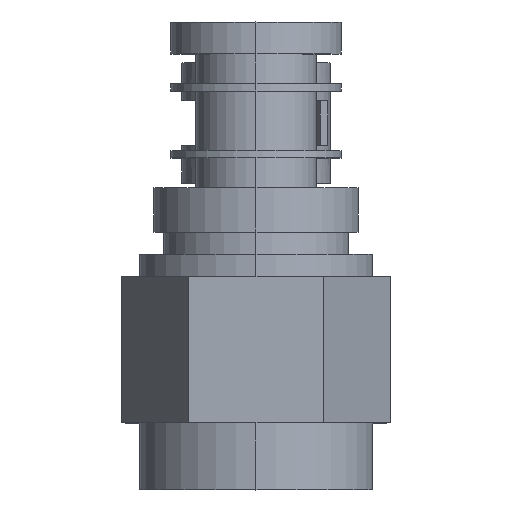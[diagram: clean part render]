
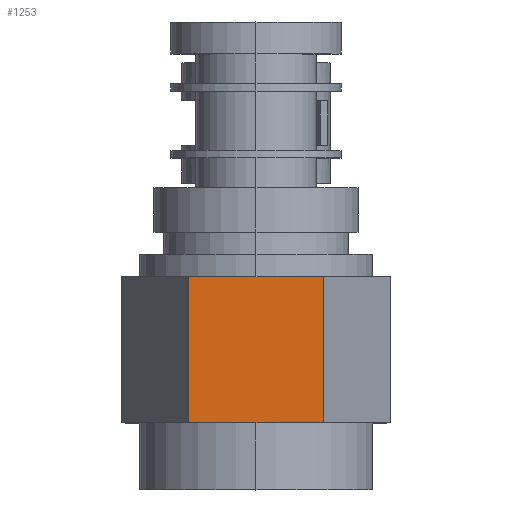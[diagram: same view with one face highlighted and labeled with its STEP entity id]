
A CAD part, top view. The second image highlights one B-rep face of the part: STEP entity #1253.
In plain terms, the highlighted planar face has unit normal (0, 0, 1).
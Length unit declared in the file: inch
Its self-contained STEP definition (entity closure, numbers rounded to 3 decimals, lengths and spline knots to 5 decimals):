
#953 = VERTEX_POINT ( 'NONE', #2749 ) ;
#1090 = VERTEX_POINT ( 'NONE', #2999 ) ;
#1109 = VERTEX_POINT ( 'NONE', #3165 ) ;
#1253 = ADVANCED_FACE ( 'NONE', ( #3412 ), #3407, .F. ) ;
#1254 = EDGE_LOOP ( 'NONE', ( #1255, #1256, #1257, #1258, #1259, #1260 ) ) ;
#1255 = ORIENTED_EDGE ( 'NONE', *, *, #1498, .T. ) ;
#1256 = ORIENTED_EDGE ( 'NONE', *, *, #1491, .T. ) ;
#1257 = ORIENTED_EDGE ( 'NONE', *, *, #1473, .F. ) ;
#1258 = ORIENTED_EDGE ( 'NONE', *, *, #1286, .F. ) ;
#1259 = ORIENTED_EDGE ( 'NONE', *, *, #1434, .F. ) ;
#1260 = ORIENTED_EDGE ( 'NONE', *, *, #1270, .T. ) ;
#1270 = EDGE_CURVE ( 'NONE', #1432, #1499, #3460, .T. ) ;
#1286 = EDGE_CURVE ( 'NONE', #953, #1109, #3507, .T. ) ;
#1432 = VERTEX_POINT ( 'NONE', #3483 ) ;
#1434 = EDGE_CURVE ( 'NONE', #1432, #953, #3482, .T. ) ;
#1473 = EDGE_CURVE ( 'NONE', #1109, #1489, #4140, .T. ) ;
#1489 = VERTEX_POINT ( 'NONE', #4010 ) ;
#1491 = EDGE_CURVE ( 'NONE', #1090, #1489, #4086, .T. ) ;
#1498 = EDGE_CURVE ( 'NONE', #1499, #1090, #4070, .T. ) ;
#1499 = VERTEX_POINT ( 'NONE', #4066 ) ;
#2749 = CARTESIAN_POINT ( 'NONE',  ( 0., 0.197, 0.1575 ) ) ;
#2999 = CARTESIAN_POINT ( 'NONE',  ( 0., 0., 0.1575 ) ) ;
#3165 = CARTESIAN_POINT ( 'NONE',  ( 0.09093, 0.197, 0.1575 ) ) ;
#3406 = AXIS2_PLACEMENT_3D ( 'NONE', #3446, #3445, #3444 ) ;
#3407 = PLANE ( 'NONE',  #3406 ) ;
#3412 = FACE_OUTER_BOUND ( 'NONE', #1254, .T. ) ;
#3444 = DIRECTION ( 'NONE',  ( -1., 0., 0. ) ) ;
#3445 = DIRECTION ( 'NONE',  ( 0., 0., -1. ) ) ;
#3446 = CARTESIAN_POINT ( 'NONE',  ( -0.09093, 0.197, 0.1575 ) ) ;
#3457 = DIRECTION ( 'NONE',  ( 0., -1., 0. ) ) ;
#3458 = VECTOR ( 'NONE', #3457, 39.37008 ) ;
#3459 = CARTESIAN_POINT ( 'NONE',  ( -0.09093, 0.197, 0.1575 ) ) ;
#3460 = LINE ( 'NONE', #3459, #3458 ) ;
#3479 = DIRECTION ( 'NONE',  ( 1., 0., 0. ) ) ;
#3480 = VECTOR ( 'NONE', #3479, 39.37008 ) ;
#3481 = CARTESIAN_POINT ( 'NONE',  ( -0.09093, 0.197, 0.1575 ) ) ;
#3482 = LINE ( 'NONE', #3481, #3480 ) ;
#3483 = CARTESIAN_POINT ( 'NONE',  ( -0.09093, 0.197, 0.1575 ) ) ;
#3504 = DIRECTION ( 'NONE',  ( 1., 0., 0. ) ) ;
#3505 = VECTOR ( 'NONE', #3504, 39.37008 ) ;
#3506 = CARTESIAN_POINT ( 'NONE',  ( -0.09093, 0.197, 0.1575 ) ) ;
#3507 = LINE ( 'NONE', #3506, #3505 ) ;
#4010 = CARTESIAN_POINT ( 'NONE',  ( 0.09093, 0., 0.1575 ) ) ;
#4039 = DIRECTION ( 'NONE',  ( 0., -1., 0. ) ) ;
#4040 = VECTOR ( 'NONE', #4039, 39.37008 ) ;
#4041 = CARTESIAN_POINT ( 'NONE',  ( 0.09093, 0.197, 0.1575 ) ) ;
#4066 = CARTESIAN_POINT ( 'NONE',  ( -0.09093, 0., 0.1575 ) ) ;
#4067 = DIRECTION ( 'NONE',  ( 1., 0., 0. ) ) ;
#4068 = VECTOR ( 'NONE', #4067, 39.37008 ) ;
#4069 = CARTESIAN_POINT ( 'NONE',  ( -0.09093, 0., 0.1575 ) ) ;
#4070 = LINE ( 'NONE', #4069, #4068 ) ;
#4083 = DIRECTION ( 'NONE',  ( 1., 0., 0. ) ) ;
#4084 = VECTOR ( 'NONE', #4083, 39.37008 ) ;
#4085 = CARTESIAN_POINT ( 'NONE',  ( -0.09093, 0., 0.1575 ) ) ;
#4086 = LINE ( 'NONE', #4085, #4084 ) ;
#4140 = LINE ( 'NONE', #4041, #4040 ) ;
